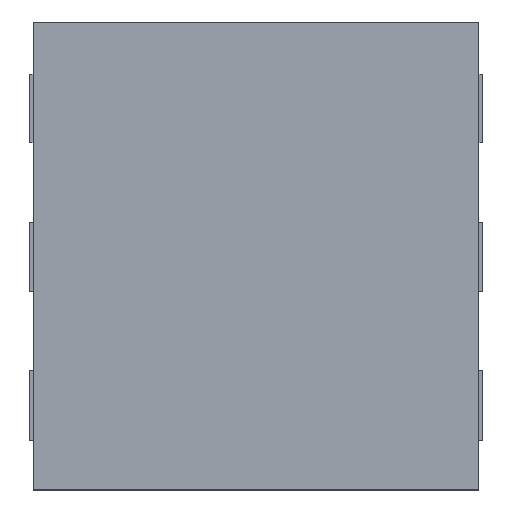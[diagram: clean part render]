
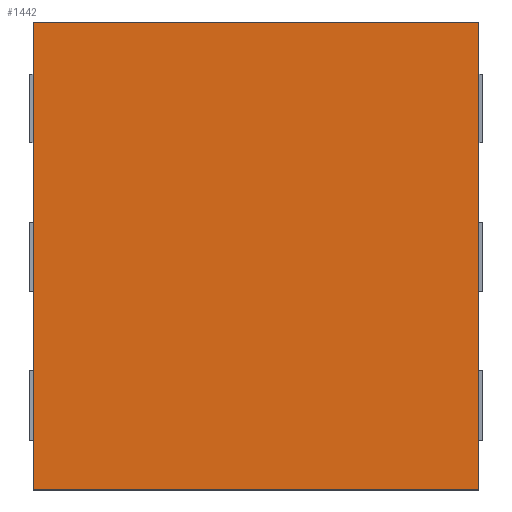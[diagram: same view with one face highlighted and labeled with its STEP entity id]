
A CAD part, top view. The second image highlights one B-rep face of the part: STEP entity #1442.
In plain terms, the highlighted planar face has unit normal (0, 0, 1).
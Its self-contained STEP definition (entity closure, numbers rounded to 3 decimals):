
#136=ORIENTED_EDGE('',*,*,#432,.T.);
#137=ORIENTED_EDGE('',*,*,#396,.T.);
#138=ORIENTED_EDGE('',*,*,#433,.T.);
#139=ORIENTED_EDGE('',*,*,#371,.T.);
#371=EDGE_CURVE('',#528,#527,#631,.T.);
#396=EDGE_CURVE('',#553,#552,#656,.T.);
#432=EDGE_CURVE('',#527,#553,#680,.T.);
#433=EDGE_CURVE('',#552,#528,#681,.T.);
#527=VERTEX_POINT('',#1873);
#528=VERTEX_POINT('',#1875);
#552=VERTEX_POINT('',#1924);
#553=VERTEX_POINT('',#1926);
#631=LINE('',#1874,#763);
#656=LINE('',#1925,#788);
#680=LINE('',#1993,#812);
#681=LINE('',#1995,#813);
#763=VECTOR('',#1580,1000.);
#788=VECTOR('',#1607,1000.);
#812=VECTOR('',#1665,1000.);
#813=VECTOR('',#1668,1000.);
#901=EDGE_LOOP('',(#136,#137,#138,#139));
#957=FACE_BOUND('',#901,.T.);
#1012=PLANE('',#1514);
#1442=ADVANCED_FACE('',(#957),#1012,.T.);
#1514=AXIS2_PLACEMENT_3D('',#1996,#1669,#1670);
#1580=DIRECTION('',(0.,-1.,0.));
#1607=DIRECTION('',(0.,1.,0.));
#1665=DIRECTION('',(1.,0.,0.));
#1668=DIRECTION('',(-1.,0.,0.));
#1669=DIRECTION('',(0.,0.,1.));
#1670=DIRECTION('',(1.,0.,0.));
#1873=CARTESIAN_POINT('',(-1.025,-1.075,0.75));
#1874=CARTESIAN_POINT('',(-1.025,1.075,0.75));
#1875=CARTESIAN_POINT('',(-1.025,1.075,0.75));
#1924=CARTESIAN_POINT('',(1.025,1.075,0.75));
#1925=CARTESIAN_POINT('',(1.025,-1.075,0.75));
#1926=CARTESIAN_POINT('',(1.025,-1.075,0.75));
#1993=CARTESIAN_POINT('',(-1.025,-1.075,0.75));
#1995=CARTESIAN_POINT('',(1.025,1.075,0.75));
#1996=CARTESIAN_POINT('',(0.,0.,0.75));
